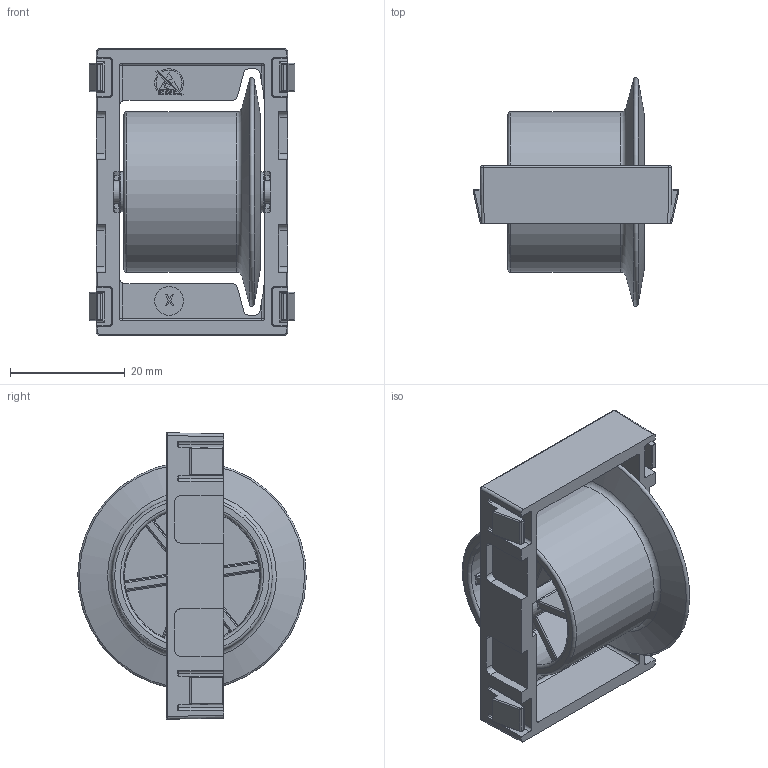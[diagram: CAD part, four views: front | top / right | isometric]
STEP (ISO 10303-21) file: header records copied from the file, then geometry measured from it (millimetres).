
FILE_DESCRIPTION(/* description */ (''),/* implementation_level */ '2;1');
FILE_NAME(/* name */ '13234_KriTec_Rollenelement_mit_Rolle_R28_Flansch_schwarz_ESD.stp',/* time_stamp */ '2015-09-30T13:20:04+02:00',/* author */ ('kostic'),/* organization */ (''),/* preprocessor_version */ 'ST-DEVELOPER v15.2',/* originating_system */ 'Autodesk Inventor 2014',/* authorisation */ '');
FILE_SCHEMA (('CONFIG_CONTROL_DESIGN'));
Length unit declared in the file: millimetre
Products named in the file (4): 062AER91.50_062ACR2891.50; 340ME001_d4 l32; 062RR2891_062RR28F91 black; 13234_KriTec_Rollenelement_mit_Rolle_R28_Flansch_schwarz_ESD
Assembly tree (3 placements, depth 2):
  13234_KriTec_Rollenelement_mit_Rolle_R28_Flansch_schwarz_ESD
    062AER91.50_062ACR2891.50
    340ME001_d4 l32
    062RR2891_062RR28F91 black
Bounding box: 35.9 x 39.87 x 49.99 mm (x, y, z)
Volume: 12832.5 mm3; surface area: 14093.3 mm2
Topology: 3 solids, 3 shells, 960 faces, 2441 edges, 1393 vertices
Faces by surface type: plane 380, cylinder 273, bspline 116, torus 107, sphere 80, cone 4
Full cylindrical faces by diameter (mm): 3 x1, 4 x1, 4.2 x1, 5.028 x1, 7 x2, 24 x2, 28 x1
Entity records: 30714 total; most frequent: CARTESIAN_POINT 8571, DIRECTION 4656, ORIENTED_EDGE 4594, EDGE_CURVE 2297, AXIS2_PLACEMENT_3D 1676, VERTEX_POINT 1385, LINE 1304, VECTOR 1304
